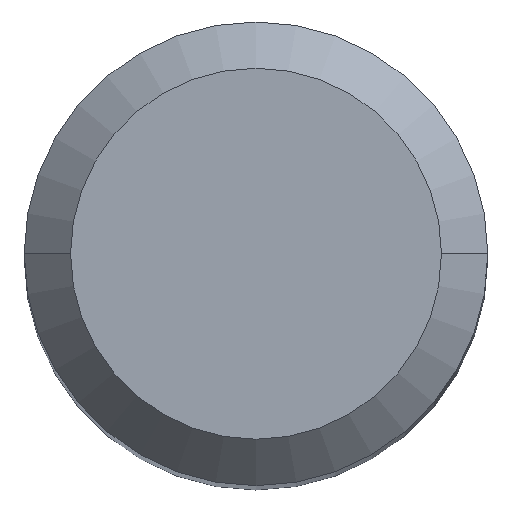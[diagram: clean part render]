
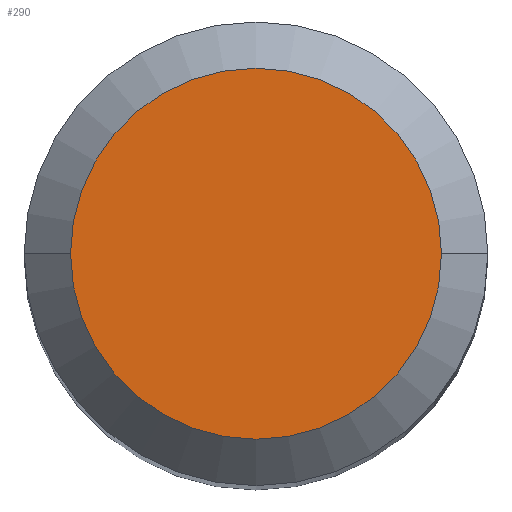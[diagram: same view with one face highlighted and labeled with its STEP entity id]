
A CAD part, top view. The second image highlights one B-rep face of the part: STEP entity #290.
In plain terms, the highlighted planar face has unit normal (0, 0, 1).
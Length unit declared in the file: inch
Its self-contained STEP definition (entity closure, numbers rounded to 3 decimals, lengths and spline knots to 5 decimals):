
#17 = AXIS2_PLACEMENT_3D ( 'NONE', #64, #294, #429 ) ;
#30 = AXIS2_PLACEMENT_3D ( 'NONE', #383, #188, #300 ) ;
#40 = VERTEX_POINT ( 'NONE', #242 ) ;
#61 = CARTESIAN_POINT ( 'NONE',  ( 0.09448, 0., 0. ) ) ;
#64 = CARTESIAN_POINT ( 'NONE',  ( 0., 0., 0. ) ) ;
#79 = FACE_OUTER_BOUND ( 'NONE', #516, .T. ) ;
#85 = ORIENTED_EDGE ( 'NONE', *, *, #164, .T. ) ;
#143 = ORIENTED_EDGE ( 'NONE', *, *, #192, .T. ) ;
#159 = CARTESIAN_POINT ( 'NONE',  ( 0., 0., 0. ) ) ;
#164 = EDGE_CURVE ( 'NONE', #474, #40, #318, .T. ) ;
#188 = DIRECTION ( 'NONE',  ( 0., 0., 1. ) ) ;
#192 = EDGE_CURVE ( 'NONE', #40, #474, #226, .T. ) ;
#226 = CIRCLE ( 'NONE', #17, 0.09448 ) ;
#242 = CARTESIAN_POINT ( 'NONE',  ( -0.09448, 0., 0. ) ) ;
#264 = DIRECTION ( 'NONE',  ( 0., 0., -1. ) ) ;
#290 = ADVANCED_FACE ( 'NONE', ( #79 ), #314, .F. ) ;
#294 = DIRECTION ( 'NONE',  ( 0., 0., 1. ) ) ;
#300 = DIRECTION ( 'NONE',  ( 1., 0., 0. ) ) ;
#314 = PLANE ( 'NONE',  #394 ) ;
#318 = CIRCLE ( 'NONE', #30, 0.09448 ) ;
#319 = DIRECTION ( 'NONE',  ( -1., 0., 0. ) ) ;
#383 = CARTESIAN_POINT ( 'NONE',  ( 0., 0., 0. ) ) ;
#394 = AXIS2_PLACEMENT_3D ( 'NONE', #159, #264, #319 ) ;
#429 = DIRECTION ( 'NONE',  ( 1., 0., 0. ) ) ;
#474 = VERTEX_POINT ( 'NONE', #61 ) ;
#516 = EDGE_LOOP ( 'NONE', ( #143, #85 ) ) ;
